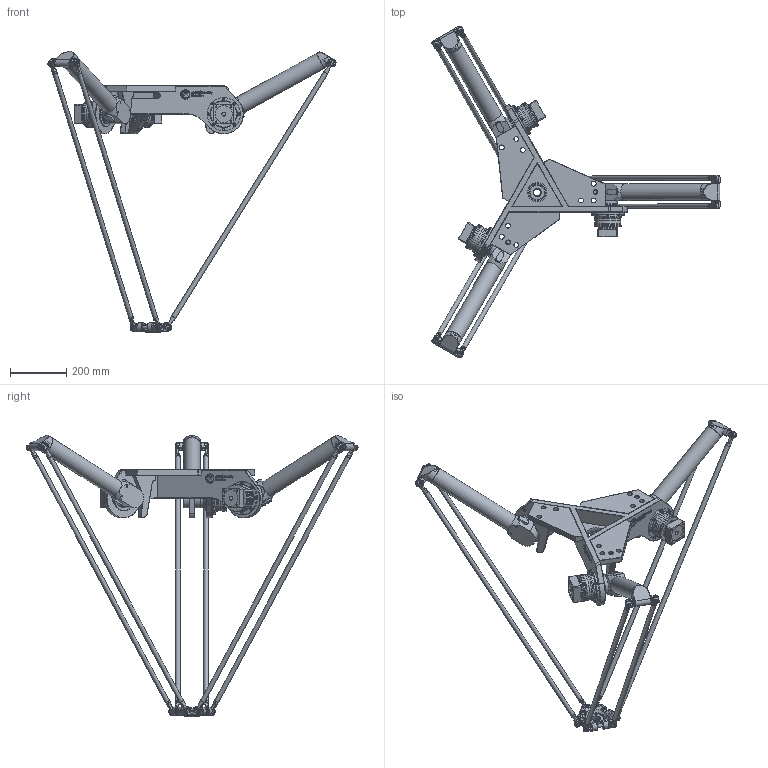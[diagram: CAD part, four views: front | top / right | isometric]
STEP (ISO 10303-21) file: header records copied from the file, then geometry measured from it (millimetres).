
FILE_DESCRIPTION(/* description */ (''),/* implementation_level */ '2;1');
FILE_NAME(/* name */ '3D-model_A_00865.stp',/* time_stamp */ '2021-12-20T15:56:41+01:00',/* author */ ('michael.schutter'),/* organization */ ('Majatronic'),/* preprocessor_version */ 'ST-DEVELOPER v16.5',/* originating_system */ 'Autodesk Inventor 2017',/* authorisation */ '');
FILE_SCHEMA (('AUTOMOTIVE_DESIGN { 1 0 10303 214 3 1 1 }'));
Length unit declared in the file: millimetre
Products named in the file (8): A_00865_DUMMY; MT_BGR00021359MT_BGR; MT_WST00067354MT_WST; MT_WST00055542MT_WST; MT_WST00109418 Dummy Oberarm; MT_WST00104892; MT_WST00067355MT_WST; MT_WST00101401
Assembly tree (21 placements, depth 3):
  A_00865_DUMMY
    MT_BGR00021359MT_BGR
      MT_WST00067354MT_WST
      MT_WST00055542MT_WST  x3
    MT_WST00109418 Dummy Oberarm  x3
    MT_WST00104892  x6
    MT_WST00067355MT_WST
    MT_WST00101401  x6
Bounding box: 1023.01 x 1178.02 x 997.39 mm (x, y, z)
Volume: 12263099.2 mm3; surface area: 1483404.4 mm2
Topology: 20 solids, 20 shells, 2666 faces, 6227 edges, 3915 vertices
Faces by surface type: plane 1476, cylinder 763, cone 243, torus 127, bspline 57
Full cylindrical faces by diameter (mm): 4.917 x25, 5.188 x24, 6 x1, 8 x37, 8.5 x48, 10 x3, 12 x28, 14 x3, 15.8 x12, 16 x30, 17.5 x9, 18 x24, 25 x1, 30 x1, 53 x2, 55 x3, 60 x6, 60.5 x1, 61 x1, 63 x6, 67 x3, 67.4 x3, 68 x1, 90 x3, 90.001 x3, 91.003 x3, 95.503 x3, 118 x3
Entity records: 51770 total; most frequent: CARTESIAN_POINT 16176, DIRECTION 7331, ORIENTED_EDGE 6850, EDGE_CURVE 3425, AXIS2_PLACEMENT_3D 2588, VERTEX_POINT 2304, LINE 2155, VECTOR 2155
